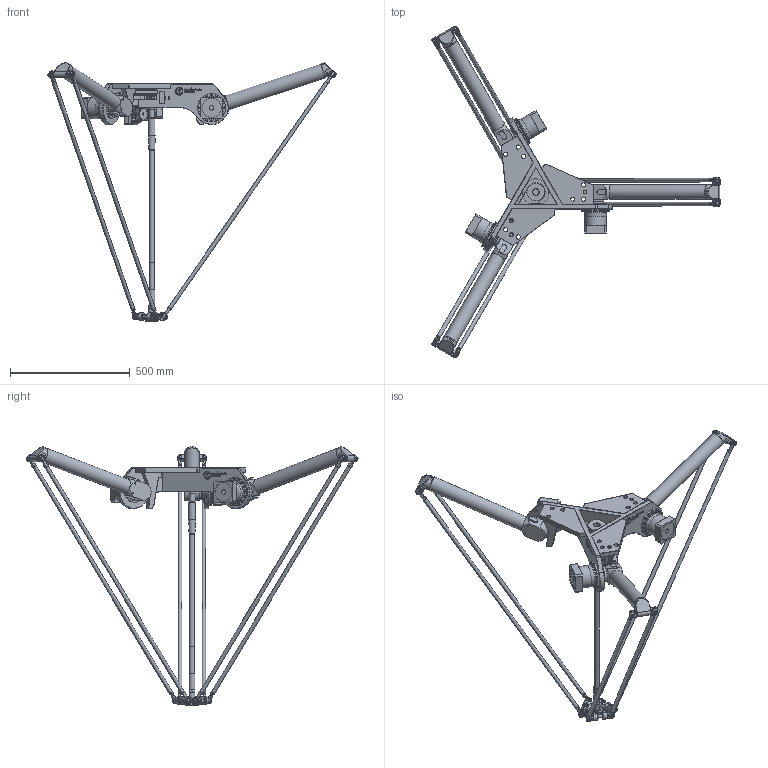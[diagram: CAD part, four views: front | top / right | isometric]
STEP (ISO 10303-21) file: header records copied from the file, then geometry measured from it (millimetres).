
FILE_DESCRIPTION(/* description */ (''),/* implementation_level */ '2;1');
FILE_NAME(/* name */ '3D-model_A_00828-01.stp',/* time_stamp */ '2021-12-21T12:17:33+01:00',/* author */ ('michael.schutter'),/* organization */ ('Majatronic'),/* preprocessor_version */ 'ST-DEVELOPER v16.5',/* originating_system */ 'Autodesk Inventor 2017',/* authorisation */ '');
FILE_SCHEMA (('AUTOMOTIVE_DESIGN { 1 0 10303 214 3 1 1 }'));
Length unit declared in the file: millimetre
Products named in the file (12): A_00828-01_DUMMY; MT_BGR00104853; MT_WST00109728; MT_WST00046397MT_WST; MT_WST00055576MT_WST; MT_WST00101401; MT_WST00101752; MT_WST00101753 Dummy ISO Flansch; MT_WST00060467MT_WST; MT_WST00031700; MT_WST00110483 Dummy Teleskop unten; MT_WST00110719 Dummy Teleskop Oben
Assembly tree (25 placements, depth 3):
  A_00828-01_DUMMY
    MT_BGR00104853
      MT_WST00109728
      MT_WST00046397MT_WST  x3
      MT_WST00055576MT_WST
    MT_WST00101401  x6
    MT_WST00101752
    MT_WST00101753 Dummy ISO Flansch
    MT_WST00060467MT_WST  x3
    MT_WST00031700  x6
    MT_WST00110483 Dummy Teleskop unten
    MT_WST00110719 Dummy Teleskop Oben
Bounding box: 1205.74 x 1388.94 x 1079.87 mm (x, y, z)
Volume: 14660204.6 mm3; surface area: 1809054.2 mm2
Topology: 24 solids, 24 shells, 2903 faces, 6747 edges, 4248 vertices
Faces by surface type: plane 1680, cylinder 808, cone 267, bspline 78, torus 66, sphere 4
Full cylindrical faces by diameter (mm): 3 x1, 3.917 x4, 4.917 x13, 5 x24, 6 x1, 8 x39, 8.5 x72, 9 x1, 10 x3, 11.4 x1, 12 x31, 13 x2, 15.8 x12, 16 x32, 16.199 x1, 16.999 x1, 17.5 x9, 18 x24, 19 x4, 20 x1, 21 x1, 25 x5, 26 x2, 28 x1, 31.5 x3, 34.999 x1, 37 x1, 42 x2, 49.999 x3, 50 x4
Entity records: 57210 total; most frequent: CARTESIAN_POINT 16414, DIRECTION 8456, ORIENTED_EDGE 7738, EDGE_CURVE 3869, AXIS2_PLACEMENT_3D 3010, VERTEX_POINT 2622, LINE 2436, VECTOR 2436
